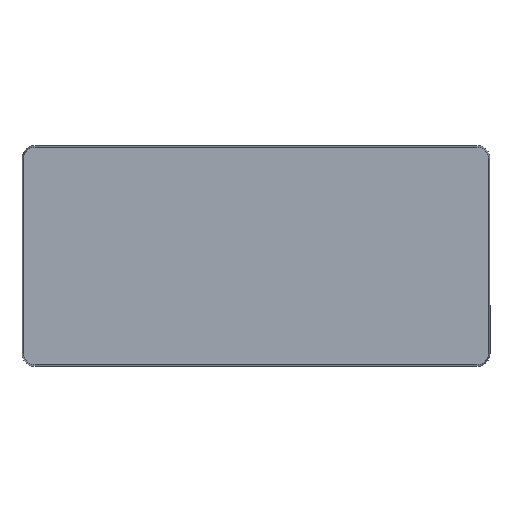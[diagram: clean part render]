
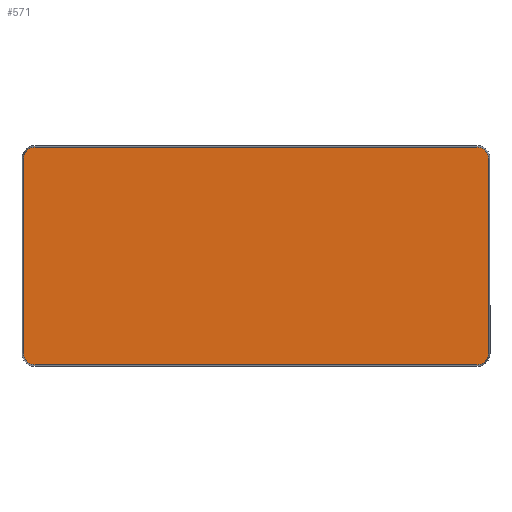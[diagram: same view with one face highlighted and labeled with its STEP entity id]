
A CAD part, front view. The second image highlights one B-rep face of the part: STEP entity #571.
In plain terms, the highlighted planar face has unit normal (0, -1, 0).
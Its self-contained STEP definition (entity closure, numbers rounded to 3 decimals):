
#4 = VERTEX_POINT ( 'NONE', #253 ) ;
#14 = EDGE_CURVE ( 'NONE', #523, #610, #356, .T. ) ;
#33 = CIRCLE ( 'NONE', #506, 0.86 ) ;
#37 = LINE ( 'NONE', #130, #144 ) ;
#39 = ORIENTED_EDGE ( 'NONE', *, *, #91, .F. ) ;
#42 = CARTESIAN_POINT ( 'NONE',  ( 17.86, -4., -7.5 ) ) ;
#67 = VERTEX_POINT ( 'NONE', #616 ) ;
#69 = ORIENTED_EDGE ( 'NONE', *, *, #582, .F. ) ;
#91 = EDGE_CURVE ( 'NONE', #373, #67, #382, .T. ) ;
#94 = CARTESIAN_POINT ( 'NONE',  ( 17., -4., -8.36 ) ) ;
#106 = DIRECTION ( 'NONE',  ( 0., 1., 0. ) ) ;
#109 = DIRECTION ( 'NONE',  ( 0., 0., -1. ) ) ;
#110 = AXIS2_PLACEMENT_3D ( 'NONE', #326, #374, #263 ) ;
#130 = CARTESIAN_POINT ( 'NONE',  ( -17.86, -4., 7.5 ) ) ;
#144 = VECTOR ( 'NONE', #309, 1000. ) ;
#150 = VERTEX_POINT ( 'NONE', #426 ) ;
#162 = CARTESIAN_POINT ( 'NONE',  ( 17.86, -4., 7.5 ) ) ;
#178 = DIRECTION ( 'NONE',  ( 0., -1., 0. ) ) ;
#187 = EDGE_CURVE ( 'NONE', #67, #323, #224, .T. ) ;
#212 = DIRECTION ( 'NONE',  ( 0., 0., -1. ) ) ;
#215 = LINE ( 'NONE', #321, #394 ) ;
#221 = ORIENTED_EDGE ( 'NONE', *, *, #238, .F. ) ;
#224 = LINE ( 'NONE', #363, #452 ) ;
#226 = FACE_OUTER_BOUND ( 'NONE', #543, .T. ) ;
#238 = EDGE_CURVE ( 'NONE', #610, #327, #428, .T. ) ;
#253 = CARTESIAN_POINT ( 'NONE',  ( -17., -4., -8.36 ) ) ;
#263 = DIRECTION ( 'NONE',  ( 0., 0., -1. ) ) ;
#269 = CARTESIAN_POINT ( 'NONE',  ( 17.86, -4., 7.5 ) ) ;
#277 = ORIENTED_EDGE ( 'NONE', *, *, #187, .F. ) ;
#303 = AXIS2_PLACEMENT_3D ( 'NONE', #507, #178, #565 ) ;
#309 = DIRECTION ( 'NONE',  ( 0., 0., 1. ) ) ;
#321 = CARTESIAN_POINT ( 'NONE',  ( -17., -4., -8.36 ) ) ;
#323 = VERTEX_POINT ( 'NONE', #522 ) ;
#326 = CARTESIAN_POINT ( 'NONE',  ( -17., -4., 7.5 ) ) ;
#327 = VERTEX_POINT ( 'NONE', #94 ) ;
#346 = DIRECTION ( 'NONE',  ( 0., 0., -1. ) ) ;
#350 = CIRCLE ( 'NONE', #552, 0.86 ) ;
#352 = EDGE_CURVE ( 'NONE', #323, #523, #33, .T. ) ;
#356 = LINE ( 'NONE', #162, #564 ) ;
#363 = CARTESIAN_POINT ( 'NONE',  ( -17., -4., 8.36 ) ) ;
#373 = VERTEX_POINT ( 'NONE', #497 ) ;
#374 = DIRECTION ( 'NONE',  ( 0., 1., 0. ) ) ;
#382 = CIRCLE ( 'NONE', #110, 0.86 ) ;
#394 = VECTOR ( 'NONE', #425, 1000. ) ;
#402 = AXIS2_PLACEMENT_3D ( 'NONE', #533, #488, #441 ) ;
#403 = CARTESIAN_POINT ( 'NONE',  ( -17., -4., -7.5 ) ) ;
#421 = EDGE_CURVE ( 'NONE', #4, #150, #350, .T. ) ;
#425 = DIRECTION ( 'NONE',  ( -1., 0., 0. ) ) ;
#426 = CARTESIAN_POINT ( 'NONE',  ( -17.86, -4., -7.5 ) ) ;
#428 = CIRCLE ( 'NONE', #402, 0.86 ) ;
#441 = DIRECTION ( 'NONE',  ( 0., 0., -1. ) ) ;
#451 = ORIENTED_EDGE ( 'NONE', *, *, #14, .F. ) ;
#452 = VECTOR ( 'NONE', #558, 1000. ) ;
#454 = CARTESIAN_POINT ( 'NONE',  ( 17., -4., 7.5 ) ) ;
#457 = PLANE ( 'NONE',  #303 ) ;
#488 = DIRECTION ( 'NONE',  ( 0., 1., 0. ) ) ;
#497 = CARTESIAN_POINT ( 'NONE',  ( -17.86, -4., 7.5 ) ) ;
#500 = ORIENTED_EDGE ( 'NONE', *, *, #352, .F. ) ;
#506 = AXIS2_PLACEMENT_3D ( 'NONE', #454, #106, #109 ) ;
#507 = CARTESIAN_POINT ( 'NONE',  ( -17., -4., -7.5 ) ) ;
#522 = CARTESIAN_POINT ( 'NONE',  ( 17., -4., 8.36 ) ) ;
#523 = VERTEX_POINT ( 'NONE', #269 ) ;
#531 = ORIENTED_EDGE ( 'NONE', *, *, #421, .F. ) ;
#533 = CARTESIAN_POINT ( 'NONE',  ( 17., -4., -7.5 ) ) ;
#535 = ORIENTED_EDGE ( 'NONE', *, *, #556, .F. ) ;
#543 = EDGE_LOOP ( 'NONE', ( #531, #69, #221, #451, #500, #277, #39, #535 ) ) ;
#552 = AXIS2_PLACEMENT_3D ( 'NONE', #403, #594, #346 ) ;
#556 = EDGE_CURVE ( 'NONE', #150, #373, #37, .T. ) ;
#558 = DIRECTION ( 'NONE',  ( 1., 0., 0. ) ) ;
#564 = VECTOR ( 'NONE', #212, 1000. ) ;
#565 = DIRECTION ( 'NONE',  ( 0., 0., -1. ) ) ;
#571 = ADVANCED_FACE ( 'NONE', ( #226 ), #457, .T. ) ;
#582 = EDGE_CURVE ( 'NONE', #327, #4, #215, .T. ) ;
#594 = DIRECTION ( 'NONE',  ( 0., 1., 0. ) ) ;
#610 = VERTEX_POINT ( 'NONE', #42 ) ;
#616 = CARTESIAN_POINT ( 'NONE',  ( -17., -4., 8.36 ) ) ;
